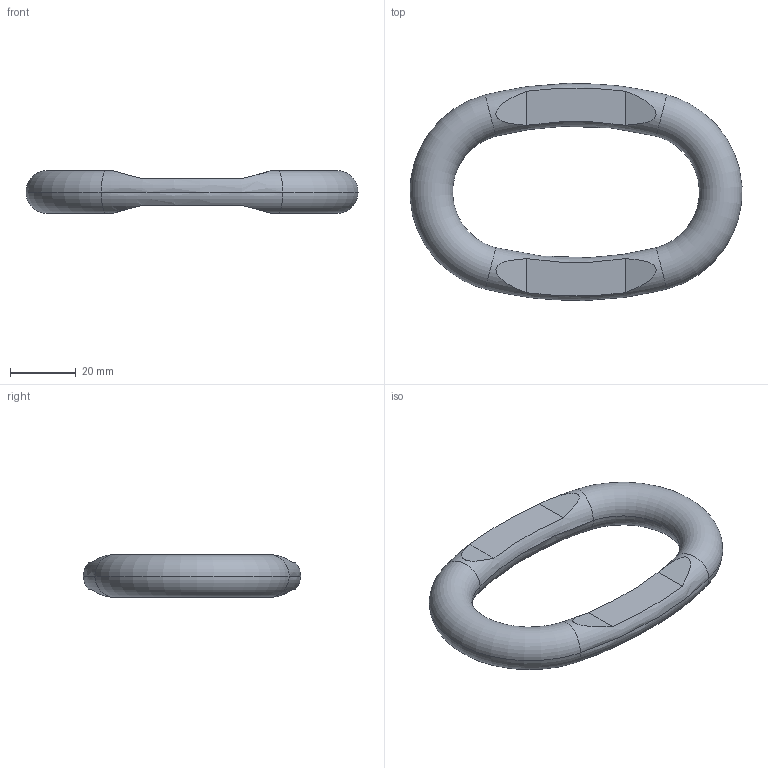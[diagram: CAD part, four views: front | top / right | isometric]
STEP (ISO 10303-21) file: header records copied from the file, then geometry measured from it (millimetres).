
FILE_DESCRIPTION((''),'2;1');
FILE_NAME('001-M31290-002','2006-02-21T',('Rehwagena'),(''),'PRO/ENGINEER BY PARAMETRIC TECHNOLOGY CORPORATION, 2001400','PRO/ENGINEER BY PARAMETRIC TECHNOLOGY CORPORATION, 2001400','');
FILE_SCHEMA(('CONFIG_CONTROL_DESIGN'));
Length unit declared in the file: millimetre
Products named in the file (1): 001-M31290-002
Bounding box: 100.92 x 66.03 x 13 mm (x, y, z)
Volume: 28045.1 mm3; surface area: 9246.4 mm2
Topology: 1 solids, 1 shells, 20 faces, 40 edges, 24 vertices
Faces by surface type: plane 12, torus 8
Entity records: 844 total; most frequent: CARTESIAN_POINT 402, DIRECTION 80, ORIENTED_EDGE 80, EDGE_CURVE 40, AXIS2_PLACEMENT_3D 36, VERTEX_POINT 24, EDGE_LOOP 24, FACE_OUTER_BOUND 20
